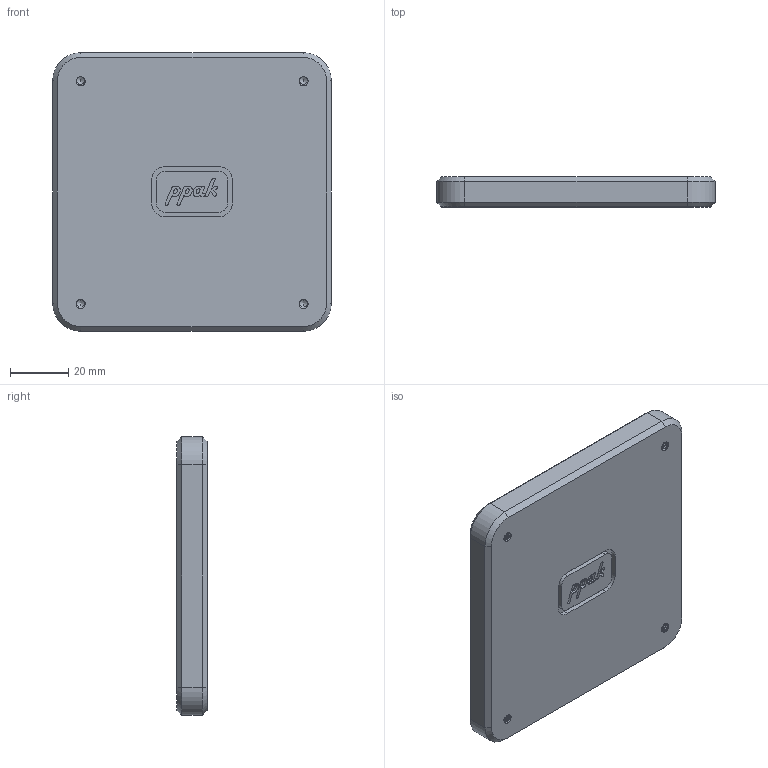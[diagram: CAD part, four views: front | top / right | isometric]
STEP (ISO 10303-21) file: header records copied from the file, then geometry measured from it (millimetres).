
FILE_DESCRIPTION (( 'STEP AP214' ), '1' );
FILE_NAME ('Base.STEP', '2024-11-16T20:31:24', ( '' ), ( '' ), 'SwSTEP 2.0', 'SolidWorks 2023', '' );
FILE_SCHEMA (( 'AUTOMOTIVE_DESIGN' ));
Length unit declared in the file: inch
Products named in the file (1): Base
Bounding box: 95.25 x 10.32 x 95.25 mm (x, y, z)
Volume: 91370.8 mm3; surface area: 21936.7 mm2
Topology: 1 solids, 1 shells, 239 faces, 664 edges, 432 vertices
Faces by surface type: cylinder 92, bspline 71, plane 60, cone 16
Entity records: 15381 total; most frequent: CARTESIAN_POINT 10277, ORIENTED_EDGE 1312, DIRECTION 716, EDGE_CURVE 656, VERTEX_POINT 432, VECTOR 298, LINE 298, EDGE_LOOP 252
